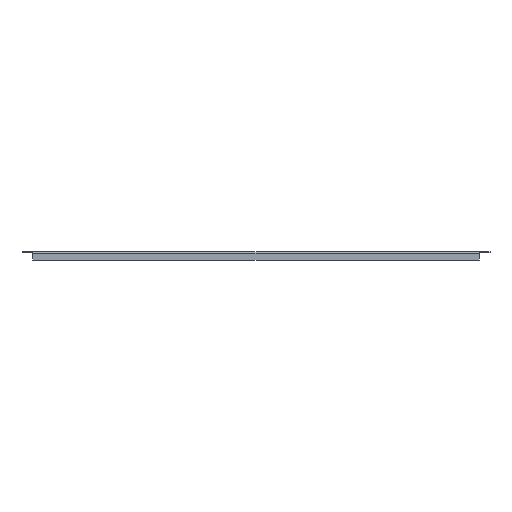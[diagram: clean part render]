
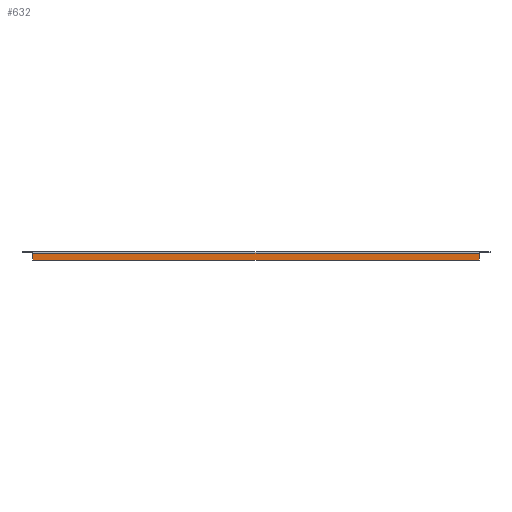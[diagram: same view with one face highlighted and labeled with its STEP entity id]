
A CAD part, front view. The second image highlights one B-rep face of the part: STEP entity #632.
In plain terms, the highlighted planar face has unit normal (0, -1, 0).
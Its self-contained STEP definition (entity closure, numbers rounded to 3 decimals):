
#6 = ORIENTED_EDGE ( 'NONE', *, *, #342, .F. ) ;
#98 = VECTOR ( 'NONE', #1301, 1000. ) ;
#121 = EDGE_LOOP ( 'NONE', ( #6, #754, #1619, #341 ) ) ;
#143 = DIRECTION ( 'NONE',  ( -1., 0., 0. ) ) ;
#268 = EDGE_CURVE ( 'NONE', #987, #1172, #1819, .T. ) ;
#341 = ORIENTED_EDGE ( 'NONE', *, *, #723, .F. ) ;
#342 = EDGE_CURVE ( 'NONE', #2151, #1003, #2186, .T. ) ;
#632 = ADVANCED_FACE ( 'NONE', ( #1677 ), #1121, .T. ) ;
#723 = EDGE_CURVE ( 'NONE', #1003, #987, #2200, .T. ) ;
#744 = CARTESIAN_POINT ( 'NONE',  ( 1111.5, -459.5, -20. ) ) ;
#754 = ORIENTED_EDGE ( 'NONE', *, *, #2048, .T. ) ;
#794 = DIRECTION ( 'NONE',  ( 0., -1., 0. ) ) ;
#806 = CARTESIAN_POINT ( 'NONE',  ( 0., -459.5, 0. ) ) ;
#853 = CARTESIAN_POINT ( 'NONE',  ( 26., -459.5, -3.5 ) ) ;
#911 = CARTESIAN_POINT ( 'NONE',  ( 26., -459.5, -20. ) ) ;
#987 = VERTEX_POINT ( 'NONE', #911 ) ;
#1000 = DIRECTION ( 'NONE',  ( 0., 0., -1. ) ) ;
#1003 = VERTEX_POINT ( 'NONE', #744 ) ;
#1024 = LINE ( 'NONE', #2050, #1380 ) ;
#1029 = DIRECTION ( 'NONE',  ( -1., 0., 0. ) ) ;
#1086 = VECTOR ( 'NONE', #1029, 1000. ) ;
#1121 = PLANE ( 'NONE',  #1919 ) ;
#1172 = VERTEX_POINT ( 'NONE', #853 ) ;
#1174 = CARTESIAN_POINT ( 'NONE',  ( 26., -459.5, -20. ) ) ;
#1301 = DIRECTION ( 'NONE',  ( 0., 0., 1. ) ) ;
#1380 = VECTOR ( 'NONE', #143, 1000. ) ;
#1604 = CARTESIAN_POINT ( 'NONE',  ( 26., -459.5, -2.5 ) ) ;
#1619 = ORIENTED_EDGE ( 'NONE', *, *, #268, .F. ) ;
#1677 = FACE_OUTER_BOUND ( 'NONE', #121, .T. ) ;
#1819 = LINE ( 'NONE', #1604, #98 ) ;
#1876 = CARTESIAN_POINT ( 'NONE',  ( 1111.5, -459.5, -20. ) ) ;
#1894 = VECTOR ( 'NONE', #1000, 1000. ) ;
#1919 = AXIS2_PLACEMENT_3D ( 'NONE', #806, #794, #2146 ) ;
#1964 = CARTESIAN_POINT ( 'NONE',  ( 1111.5, -459.5, -3.5 ) ) ;
#2048 = EDGE_CURVE ( 'NONE', #2151, #1172, #1024, .T. ) ;
#2050 = CARTESIAN_POINT ( 'NONE',  ( 0., -459.5, -3.5 ) ) ;
#2146 = DIRECTION ( 'NONE',  ( 0., 0., -1. ) ) ;
#2151 = VERTEX_POINT ( 'NONE', #1964 ) ;
#2186 = LINE ( 'NONE', #1876, #1894 ) ;
#2200 = LINE ( 'NONE', #1174, #1086 ) ;
